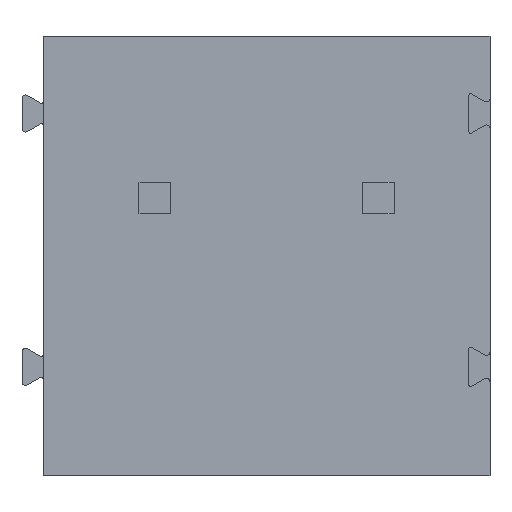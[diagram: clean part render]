
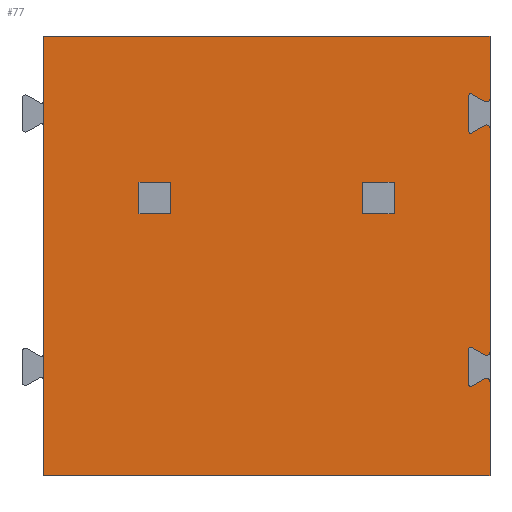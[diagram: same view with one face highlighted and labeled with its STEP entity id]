
A CAD part, front view. The second image highlights one B-rep face of the part: STEP entity #77.
In plain terms, the highlighted planar face has unit normal (0, -1, 0).
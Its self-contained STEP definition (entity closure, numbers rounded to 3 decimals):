
#77=ADVANCED_FACE('',(#220,#221,#222),#223,.T.);
#220=FACE_OUTER_BOUND('',#438,.T.);
#221=FACE_BOUND('',#439,.T.);
#222=FACE_BOUND('',#440,.T.);
#223=PLANE('',#441);
#438=EDGE_LOOP('',(#882,#883,#884,#885,#886,#887,#888,#889,#890,#891,#892,#893,#894,#895,#896,#897,#898,#899,#900,#901));
#439=EDGE_LOOP('',(#902,#903,#904,#905));
#440=EDGE_LOOP('',(#906,#907,#908,#909));
#441=AXIS2_PLACEMENT_3D('',#910,#911,#912);
#882=ORIENTED_EDGE('',*,*,#1594,.F.);
#883=ORIENTED_EDGE('',*,*,#1595,.T.);
#884=ORIENTED_EDGE('',*,*,#1596,.F.);
#885=ORIENTED_EDGE('',*,*,#1597,.T.);
#886=ORIENTED_EDGE('',*,*,#1598,.F.);
#887=ORIENTED_EDGE('',*,*,#1599,.T.);
#888=ORIENTED_EDGE('',*,*,#1600,.F.);
#889=ORIENTED_EDGE('',*,*,#1514,.F.);
#890=ORIENTED_EDGE('',*,*,#1498,.T.);
#891=ORIENTED_EDGE('',*,*,#1585,.T.);
#892=ORIENTED_EDGE('',*,*,#1601,.F.);
#893=ORIENTED_EDGE('',*,*,#1602,.T.);
#894=ORIENTED_EDGE('',*,*,#1603,.F.);
#895=ORIENTED_EDGE('',*,*,#1604,.T.);
#896=ORIENTED_EDGE('',*,*,#1605,.F.);
#897=ORIENTED_EDGE('',*,*,#1606,.T.);
#898=ORIENTED_EDGE('',*,*,#1607,.F.);
#899=ORIENTED_EDGE('',*,*,#1608,.T.);
#900=ORIENTED_EDGE('',*,*,#1609,.F.);
#901=ORIENTED_EDGE('',*,*,#1610,.T.);
#902=ORIENTED_EDGE('',*,*,#1611,.T.);
#903=ORIENTED_EDGE('',*,*,#1612,.T.);
#904=ORIENTED_EDGE('',*,*,#1613,.F.);
#905=ORIENTED_EDGE('',*,*,#1614,.F.);
#906=ORIENTED_EDGE('',*,*,#1615,.T.);
#907=ORIENTED_EDGE('',*,*,#1616,.T.);
#908=ORIENTED_EDGE('',*,*,#1617,.F.);
#909=ORIENTED_EDGE('',*,*,#1618,.F.);
#910=CARTESIAN_POINT('',(-6.35,-10.75,0.0));
#911=DIRECTION('',(0.0,-1.0,0.0));
#912=DIRECTION('',(0.0,0.0,-1.0));
#1498=EDGE_CURVE('',#1811,#1809,#1812,.T.);
#1514=EDGE_CURVE('',#1811,#1842,#1843,.T.);
#1585=EDGE_CURVE('',#1809,#1954,#1956,.T.);
#1594=EDGE_CURVE('',#1973,#1974,#1975,.T.);
#1595=EDGE_CURVE('',#1973,#1976,#1977,.T.);
#1596=EDGE_CURVE('',#1978,#1976,#1979,.T.);
#1597=EDGE_CURVE('',#1978,#1980,#1981,.T.);
#1598=EDGE_CURVE('',#1982,#1980,#1983,.T.);
#1599=EDGE_CURVE('',#1982,#1984,#1985,.T.);
#1600=EDGE_CURVE('',#1842,#1984,#1986,.T.);
#1601=EDGE_CURVE('',#1987,#1954,#1988,.T.);
#1602=EDGE_CURVE('',#1987,#1989,#1990,.T.);
#1603=EDGE_CURVE('',#1991,#1989,#1992,.T.);
#1604=EDGE_CURVE('',#1991,#1993,#1994,.T.);
#1605=EDGE_CURVE('',#1995,#1993,#1996,.T.);
#1606=EDGE_CURVE('',#1995,#1997,#1998,.T.);
#1607=EDGE_CURVE('',#1999,#1997,#2000,.T.);
#1608=EDGE_CURVE('',#1999,#2001,#2002,.T.);
#1609=EDGE_CURVE('',#2003,#2001,#2004,.T.);
#1610=EDGE_CURVE('',#2003,#1974,#2005,.T.);
#1611=EDGE_CURVE('',#2006,#2007,#2008,.T.);
#1612=EDGE_CURVE('',#2007,#2009,#2010,.T.);
#1613=EDGE_CURVE('',#2011,#2009,#2012,.T.);
#1614=EDGE_CURVE('',#2006,#2011,#2013,.T.);
#1615=EDGE_CURVE('',#2014,#2015,#2016,.T.);
#1616=EDGE_CURVE('',#2015,#2017,#2018,.T.);
#1617=EDGE_CURVE('',#2019,#2017,#2020,.T.);
#1618=EDGE_CURVE('',#2014,#2019,#2021,.T.);
#1809=VERTEX_POINT('',#2296);
#1811=VERTEX_POINT('',#2299);
#1812=LINE('',#2300,#2301);
#1842=VERTEX_POINT('',#2346);
#1843=LINE('',#2347,#2348);
#1954=VERTEX_POINT('',#2526);
#1956=LINE('',#2529,#2530);
#1973=VERTEX_POINT('',#2555);
#1974=VERTEX_POINT('',#2556);
#1975=LINE('',#2557,#2558);
#1976=VERTEX_POINT('',#2559);
#1977=CIRCLE('',#2560,0.05);
#1978=VERTEX_POINT('',#2561);
#1979=LINE('',#2562,#2563);
#1980=VERTEX_POINT('',#2564);
#1981=CIRCLE('',#2565,0.05);
#1982=VERTEX_POINT('',#2566);
#1983=LINE('',#2567,#2568);
#1984=VERTEX_POINT('',#2569);
#1985=CIRCLE('',#2570,0.1);
#1986=LINE('',#2571,#2572);
#1987=VERTEX_POINT('',#2573);
#1988=LINE('',#2574,#2575);
#1989=VERTEX_POINT('',#2576);
#1990=CIRCLE('',#2577,0.1);
#1991=VERTEX_POINT('',#2578);
#1992=LINE('',#2579,#2580);
#1993=VERTEX_POINT('',#2581);
#1994=CIRCLE('',#2582,0.05);
#1995=VERTEX_POINT('',#2583);
#1996=LINE('',#2584,#2585);
#1997=VERTEX_POINT('',#2586);
#1998=CIRCLE('',#2587,0.05);
#1999=VERTEX_POINT('',#2588);
#2000=LINE('',#2589,#2590);
#2001=VERTEX_POINT('',#2591);
#2002=CIRCLE('',#2592,0.1);
#2003=VERTEX_POINT('',#2593);
#2004=LINE('',#2594,#2595);
#2005=CIRCLE('',#2596,0.1);
#2006=VERTEX_POINT('',#2597);
#2007=VERTEX_POINT('',#2598);
#2008=LINE('',#2599,#2600);
#2009=VERTEX_POINT('',#2601);
#2010=LINE('',#2602,#2603);
#2011=VERTEX_POINT('',#2604);
#2012=LINE('',#2605,#2606);
#2013=LINE('',#2607,#2608);
#2014=VERTEX_POINT('',#2609);
#2015=VERTEX_POINT('',#2610);
#2016=LINE('',#2611,#2612);
#2017=VERTEX_POINT('',#2613);
#2018=LINE('',#2614,#2615);
#2019=VERTEX_POINT('',#2616);
#2020=LINE('',#2617,#2618);
#2021=LINE('',#2619,#2620);
#2296=CARTESIAN_POINT('',(-6.35,-10.75,-12.5));
#2299=CARTESIAN_POINT('',(-6.35,-10.75,0.0));
#2300=CARTESIAN_POINT('',(-6.35,-10.75,0.0));
#2301=VECTOR('',#2966,12.5);
#2346=CARTESIAN_POINT('',(6.35,-10.75,0.0));
#2347=CARTESIAN_POINT('',(-6.35,-10.75,0.0));
#2348=VECTOR('',#2982,12.7);
#2526=CARTESIAN_POINT('',(6.35,-10.75,-12.5));
#2529=CARTESIAN_POINT('',(-6.35,-10.75,-12.5));
#2530=VECTOR('',#3057,12.7);
#2555=CARTESIAN_POINT('',(5.825,-10.75,-2.757));
#2556=CARTESIAN_POINT('',(6.2,-10.75,-2.54));
#2557=CARTESIAN_POINT('',(5.825,-10.75,-2.757));
#2558=VECTOR('',#3066,0.433);
#2559=CARTESIAN_POINT('',(5.75,-10.75,-2.713));
#2560=AXIS2_PLACEMENT_3D('',#3067,#3068,#3069);
#2561=CARTESIAN_POINT('',(5.75,-10.75,-1.687));
#2562=CARTESIAN_POINT('',(5.75,-10.75,-1.687));
#2563=VECTOR('',#3070,1.027);
#2564=CARTESIAN_POINT('',(5.825,-10.75,-1.643));
#2565=AXIS2_PLACEMENT_3D('',#3071,#3072,#3073);
#2566=CARTESIAN_POINT('',(6.2,-10.75,-1.86));
#2567=CARTESIAN_POINT('',(6.2,-10.75,-1.86));
#2568=VECTOR('',#3074,0.434);
#2569=CARTESIAN_POINT('',(6.35,-10.75,-1.773));
#2570=AXIS2_PLACEMENT_3D('',#3075,#3076,#3077);
#2571=CARTESIAN_POINT('',(6.35,-10.75,0.0));
#2572=VECTOR('',#3078,1.773);
#2573=CARTESIAN_POINT('',(6.35,-10.75,-9.827));
#2574=CARTESIAN_POINT('',(6.35,-10.75,-9.827));
#2575=VECTOR('',#3079,2.673);
#2576=CARTESIAN_POINT('',(6.2,-10.75,-9.74));
#2577=AXIS2_PLACEMENT_3D('',#3080,#3081,#3082);
#2578=CARTESIAN_POINT('',(5.825,-10.75,-9.957));
#2579=CARTESIAN_POINT('',(5.825,-10.75,-9.957));
#2580=VECTOR('',#3083,0.434);
#2581=CARTESIAN_POINT('',(5.75,-10.75,-9.913));
#2582=AXIS2_PLACEMENT_3D('',#3084,#3085,#3086);
#2583=CARTESIAN_POINT('',(5.75,-10.75,-8.887));
#2584=CARTESIAN_POINT('',(5.75,-10.75,-8.887));
#2585=VECTOR('',#3087,1.027);
#2586=CARTESIAN_POINT('',(5.825,-10.75,-8.843));
#2587=AXIS2_PLACEMENT_3D('',#3088,#3089,#3090);
#2588=CARTESIAN_POINT('',(6.2,-10.75,-9.06));
#2589=CARTESIAN_POINT('',(6.2,-10.75,-9.06));
#2590=VECTOR('',#3091,0.433);
#2591=CARTESIAN_POINT('',(6.35,-10.75,-8.973));
#2592=AXIS2_PLACEMENT_3D('',#3092,#3093,#3094);
#2593=CARTESIAN_POINT('',(6.35,-10.75,-2.627));
#2594=CARTESIAN_POINT('',(6.35,-10.75,-2.627));
#2595=VECTOR('',#3095,6.346);
#2596=AXIS2_PLACEMENT_3D('',#3096,#3097,#3098);
#2597=CARTESIAN_POINT('',(-3.625,-10.75,-4.15));
#2598=CARTESIAN_POINT('',(-2.725,-10.75,-4.15));
#2599=CARTESIAN_POINT('',(-3.625,-10.75,-4.15));
#2600=VECTOR('',#3099,0.9);
#2601=CARTESIAN_POINT('',(-2.725,-10.75,-5.05));
#2602=CARTESIAN_POINT('',(-2.725,-10.75,-4.15));
#2603=VECTOR('',#3100,0.9);
#2604=CARTESIAN_POINT('',(-3.625,-10.75,-5.05));
#2605=CARTESIAN_POINT('',(-3.625,-10.75,-5.05));
#2606=VECTOR('',#3101,0.9);
#2607=CARTESIAN_POINT('',(-3.625,-10.75,-4.15));
#2608=VECTOR('',#3102,0.9);
#2609=CARTESIAN_POINT('',(2.725,-10.75,-4.15));
#2610=CARTESIAN_POINT('',(3.625,-10.75,-4.15));
#2611=CARTESIAN_POINT('',(2.725,-10.75,-4.15));
#2612=VECTOR('',#3103,0.9);
#2613=CARTESIAN_POINT('',(3.625,-10.75,-5.05));
#2614=CARTESIAN_POINT('',(3.625,-10.75,-4.15));
#2615=VECTOR('',#3104,0.9);
#2616=CARTESIAN_POINT('',(2.725,-10.75,-5.05));
#2617=CARTESIAN_POINT('',(2.725,-10.75,-5.05));
#2618=VECTOR('',#3105,0.9);
#2619=CARTESIAN_POINT('',(2.725,-10.75,-4.15));
#2620=VECTOR('',#3106,0.9);
#2966=DIRECTION('',(0.0,0.0,-1.0));
#2982=DIRECTION('',(1.0,0.0,0.0));
#3057=DIRECTION('',(1.0,0.0,0.0));
#3066=DIRECTION('',(0.866,0.0,0.5));
#3067=CARTESIAN_POINT('',(5.8,-10.75,-2.713));
#3068=DIRECTION('',(0.0,1.0,0.0));
#3069=DIRECTION('',(0.5,0.0,-0.866));
#3070=DIRECTION('',(0.001,0.0,-1.));
#3071=CARTESIAN_POINT('',(5.8,-10.75,-1.687));
#3072=DIRECTION('',(0.0,1.0,0.0));
#3073=DIRECTION('',(-1.,0.0,-0.001));
#3074=DIRECTION('',(-0.866,0.0,0.5));
#3075=CARTESIAN_POINT('',(6.25,-10.75,-1.773));
#3076=DIRECTION('',(0.0,-1.0,-0.0));
#3077=DIRECTION('',(-0.5,0.0,-0.866));
#3078=DIRECTION('',(0.0,0.0,-1.0));
#3079=DIRECTION('',(0.0,0.0,-1.0));
#3080=CARTESIAN_POINT('',(6.25,-10.75,-9.827));
#3081=DIRECTION('',(0.0,-1.0,0.0));
#3082=DIRECTION('',(1.0,0.0,0.));
#3083=DIRECTION('',(0.866,0.0,0.5));
#3084=CARTESIAN_POINT('',(5.8,-10.75,-9.913));
#3085=DIRECTION('',(0.0,1.0,0.0));
#3086=DIRECTION('',(0.5,0.0,-0.866));
#3087=DIRECTION('',(-0.001,0.0,-1.));
#3088=CARTESIAN_POINT('',(5.8,-10.75,-8.887));
#3089=DIRECTION('',(0.0,1.0,0.0));
#3090=DIRECTION('',(-1.,0.0,0.001));
#3091=DIRECTION('',(-0.866,0.0,0.5));
#3092=CARTESIAN_POINT('',(6.25,-10.75,-8.973));
#3093=DIRECTION('',(0.0,-1.0,-0.0));
#3094=DIRECTION('',(-0.5,0.0,-0.866));
#3095=DIRECTION('',(0.0,0.0,-1.0));
#3096=CARTESIAN_POINT('',(6.25,-10.75,-2.627));
#3097=DIRECTION('',(0.0,-1.0,0.0));
#3098=DIRECTION('',(1.0,0.0,0.0));
#3099=DIRECTION('',(1.0,0.0,0.0));
#3100=DIRECTION('',(0.0,0.0,-1.0));
#3101=DIRECTION('',(1.0,0.0,0.0));
#3102=DIRECTION('',(0.0,0.0,-1.0));
#3103=DIRECTION('',(1.0,0.0,0.0));
#3104=DIRECTION('',(0.0,0.0,-1.0));
#3105=DIRECTION('',(1.0,0.0,0.0));
#3106=DIRECTION('',(0.0,0.0,-1.0));
